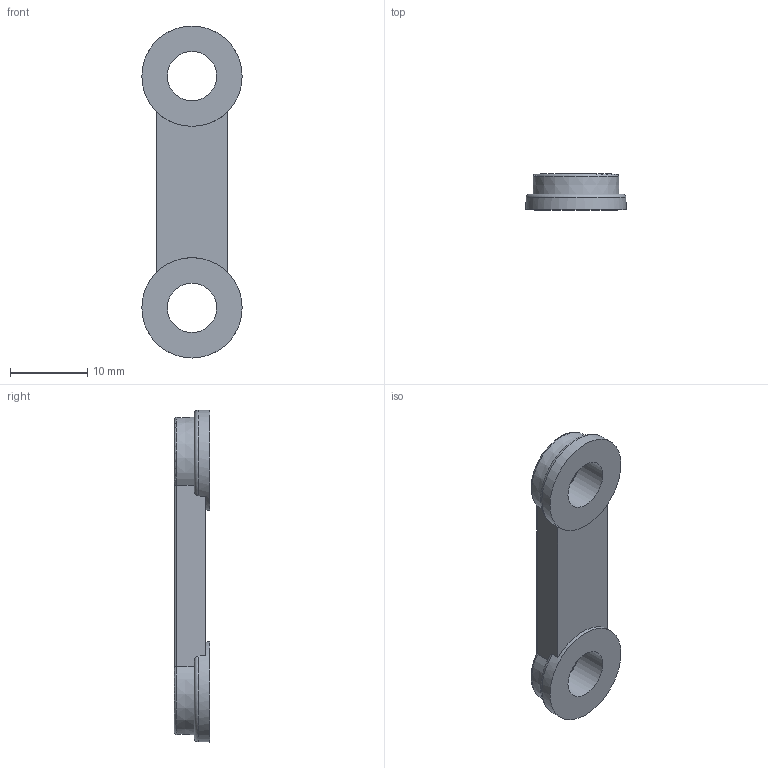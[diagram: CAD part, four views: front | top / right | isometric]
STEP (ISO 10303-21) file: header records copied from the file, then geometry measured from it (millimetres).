
FILE_DESCRIPTION(/* description */ (''),/* implementation_level */ '2;1');
FILE_NAME(/* name */ 'TIRANTI_1 (2).stp',/* time_stamp */ '2023-04-03T19:23:11+08:00',/* author */ ('DELL'),/* organization */ (''),/* preprocessor_version */ 'ST-DEVELOPER v17',/* originating_system */ 'Autodesk Inventor 2019',/* authorisation */ '');
FILE_SCHEMA (('AUTOMOTIVE_DESIGN { 1 0 10303 214 3 1 1 }'));
Length unit declared in the file: millimetre
Products named in the file (1): TIRANTI_1
Bounding box: 13 x 4.6 x 43 mm (x, y, z)
Volume: 1285.2 mm3; surface area: 1406 mm2
Topology: 1 solids, 1 shells, 47 faces, 117 edges, 70 vertices
Faces by surface type: cylinder 12, plane 11, cone 8, torus 8, bspline 4, sphere 4
Full cylindrical faces by diameter (mm): 6.4 x2
Entity records: 1693 total; most frequent: CARTESIAN_POINT 554, DIRECTION 244, ORIENTED_EDGE 228, EDGE_CURVE 114, AXIS2_PLACEMENT_3D 106, VERTEX_POINT 70, CIRCLE 58, EDGE_LOOP 52
